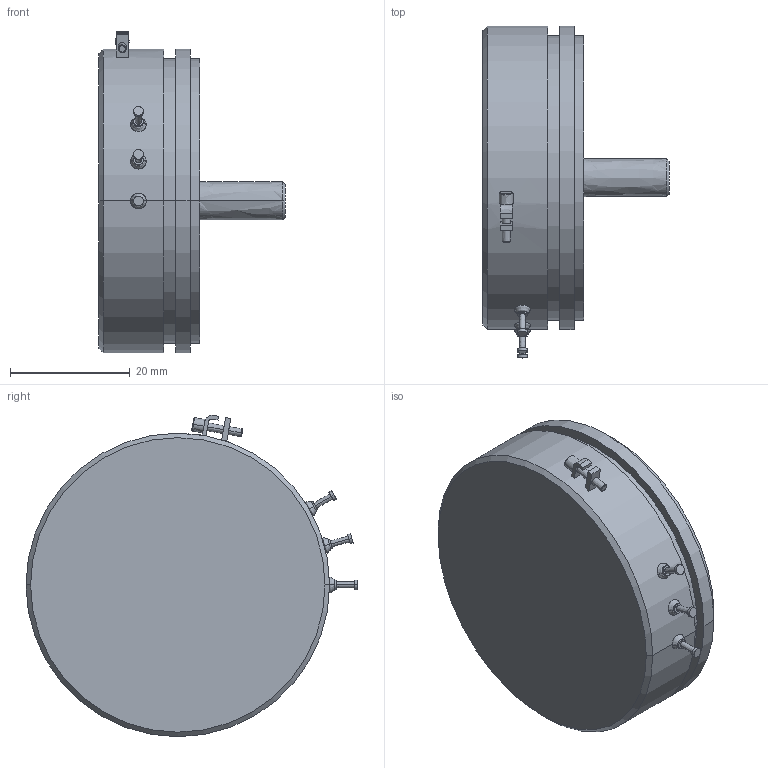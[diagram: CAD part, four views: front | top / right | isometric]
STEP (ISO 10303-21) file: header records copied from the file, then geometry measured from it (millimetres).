
FILE_DESCRIPTION((''),'2;1');
FILE_NAME('6574S','2010-02-26T',('minhn'),('Bourns, Inc.'),'PRO/ENGINEER BY PARAMETRIC TECHNOLOGY CORPORATION, 2001200','PRO/ENGINEER BY PARAMETRIC TECHNOLOGY CORPORATION, 2001200','');
FILE_SCHEMA(('AUTOMOTIVE_DESIGN_CC2 { 1 2 10303 214 -1 1 5 2 }'));
Length unit declared in the file: inch
Products named in the file (1): 6574S
Bounding box: 31.14 x 55.55 x 53.79 mm (x, y, z)
Volume: 33768 mm3; surface area: 7580 mm2
Topology: 4 solids, 4 shells, 87 faces, 178 edges, 112 vertices
Faces by surface type: bspline 87
Entity records: 4436 total; most frequent: CARTESIAN_POINT 2054, ORIENTED_EDGE 356, DIRECTION 268, PRESENTATION_STYLE_ASSIGNMENT 209, STYLED_ITEM 182, CURVE_STYLE 178, EDGE_CURVE 178, VERTEX_POINT 112
